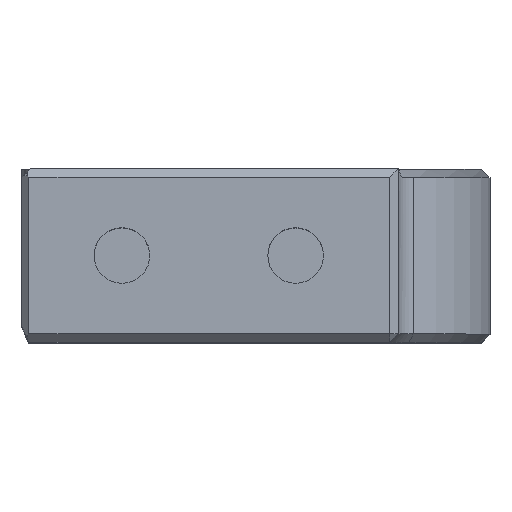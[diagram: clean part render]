
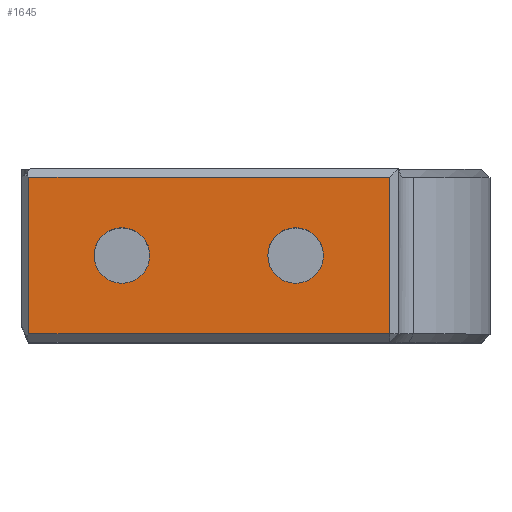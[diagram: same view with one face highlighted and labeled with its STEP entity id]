
A CAD part, top view. The second image highlights one B-rep face of the part: STEP entity #1645.
In plain terms, the highlighted planar face has unit normal (0, 0, 1).
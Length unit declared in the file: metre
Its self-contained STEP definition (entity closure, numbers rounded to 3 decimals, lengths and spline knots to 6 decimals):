
#71=LINE('',#2499,#243);
#72=LINE('',#2502,#244);
#73=LINE('',#2504,#245);
#74=LINE('',#2506,#246);
#243=VECTOR('',#1989,1.);
#244=VECTOR('',#1990,1.);
#245=VECTOR('',#1991,1.);
#246=VECTOR('',#1992,1.);
#430=ORIENTED_EDGE('',*,*,#889,.F.);
#431=ORIENTED_EDGE('',*,*,#890,.T.);
#432=ORIENTED_EDGE('',*,*,#891,.T.);
#433=ORIENTED_EDGE('',*,*,#892,.T.);
#434=ORIENTED_EDGE('',*,*,#893,.T.);
#435=ORIENTED_EDGE('',*,*,#894,.T.);
#889=EDGE_CURVE('',#1118,#1119,#71,.T.);
#890=EDGE_CURVE('',#1118,#1120,#72,.T.);
#891=EDGE_CURVE('',#1120,#1121,#73,.T.);
#892=EDGE_CURVE('',#1121,#1119,#74,.T.);
#893=EDGE_CURVE('',#1122,#1122,#1243,.T.);
#894=EDGE_CURVE('',#1123,#1123,#1244,.T.);
#1118=VERTEX_POINT('',#2500);
#1119=VERTEX_POINT('',#2501);
#1120=VERTEX_POINT('',#2503);
#1121=VERTEX_POINT('',#2505);
#1122=VERTEX_POINT('',#2508);
#1123=VERTEX_POINT('',#2510);
#1243=CIRCLE('',#1781,0.0016);
#1244=CIRCLE('',#1782,0.0016);
#1293=EDGE_LOOP('',(#430,#431,#432,#433));
#1294=EDGE_LOOP('',(#434));
#1295=EDGE_LOOP('',(#435));
#1433=FACE_BOUND('',#1293,.T.);
#1434=FACE_BOUND('',#1294,.T.);
#1435=FACE_BOUND('',#1295,.T.);
#1568=PLANE('',#1780);
#1645=ADVANCED_FACE('',(#1433,#1434,#1435),#1568,.T.);
#1780=AXIS2_PLACEMENT_3D('',#2498,#1987,#1988);
#1781=AXIS2_PLACEMENT_3D('',#2507,#1993,#1994);
#1782=AXIS2_PLACEMENT_3D('',#2509,#1995,#1996);
#1987=DIRECTION('',(0.,0.,1.));
#1988=DIRECTION('',(-1.,0.,0.));
#1989=DIRECTION('',(0.,1.,0.));
#1990=DIRECTION('',(1.,0.,0.));
#1991=DIRECTION('',(0.,1.,0.));
#1992=DIRECTION('',(-1.,0.,0.));
#1993=DIRECTION('',(0.,0.,-1.));
#1994=DIRECTION('',(0.,-1.,0.));
#1995=DIRECTION('',(0.,0.,-1.));
#1996=DIRECTION('',(0.,-1.,0.));
#2498=CARTESIAN_POINT('',(0.056045,0.22605,0.0128));
#2499=CARTESIAN_POINT('',(-0.010055,0.22605,0.0128));
#2500=CARTESIAN_POINT('',(-0.010055,0.22255,0.0128));
#2501=CARTESIAN_POINT('',(-0.010055,0.23155,0.0128));
#2502=CARTESIAN_POINT('',(0.011206,0.22255,0.0128));
#2503=CARTESIAN_POINT('',(0.010706,0.22255,0.0128));
#2504=CARTESIAN_POINT('',(0.010706,0.23205,0.0128));
#2505=CARTESIAN_POINT('',(0.010706,0.23155,0.0128));
#2506=CARTESIAN_POINT('',(0.056045,0.23155,0.0128));
#2507=CARTESIAN_POINT('',(0.005295,0.22705,0.0128));
#2508=CARTESIAN_POINT('',(0.005295,0.22545,0.0128));
#2509=CARTESIAN_POINT('',(-0.004705,0.22705,0.0128));
#2510=CARTESIAN_POINT('',(-0.004705,0.22545,0.0128));
